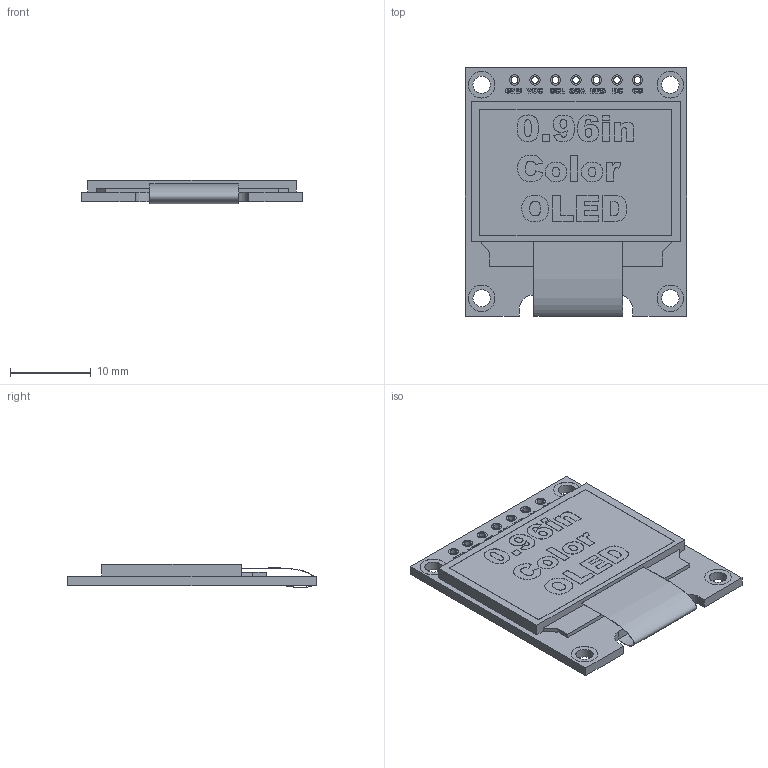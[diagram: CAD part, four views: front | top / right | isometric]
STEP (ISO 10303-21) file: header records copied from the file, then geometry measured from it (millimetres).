
FILE_DESCRIPTION(/* description */ ('Unknown'),/* implementation_level */ '2;1');
FILE_NAME(/* name */ '0.95in Color OLED',/* time_stamp */ '2018-10-29T15:03:17-04:00',/* author */ ('Unknown'),/* organization */ ('Unknown'),/* preprocessor_version */ 'ST-DEVELOPER v16.7',/* originating_system */ 'DEX',/* authorisation */ $);
FILE_SCHEMA (('AUTOMOTIVE_DESIGN {1 0 10303 214 3 1 1}'));
Length unit declared in the file: millimetre
Products named in the file (1): 0.95in Color OLED
Bounding box: 27.38 x 30.78 x 2.92 mm (x, y, z)
Volume: 1608.3 mm3; surface area: 2246.2 mm2
Topology: 1 solids, 21 shells, 467 faces, 1095 edges, 730 vertices
Faces by surface type: plane 350, bspline 93, cylinder 24
Full cylindrical faces by diameter (mm): 0.813 x7, 1.27 x7, 2.134 x4, 3.302 x4
Entity records: 21382 total; most frequent: CARTESIAN_POINT 8920, ORIENTED_EDGE 2118, DIRECTION 1223, EDGE_CURVE 1059, VERTEX_POINT 730, B_SPLINE_CURVE_WITH_KNOTS 634, EDGE_LOOP 599, FACE_BOUND 599
